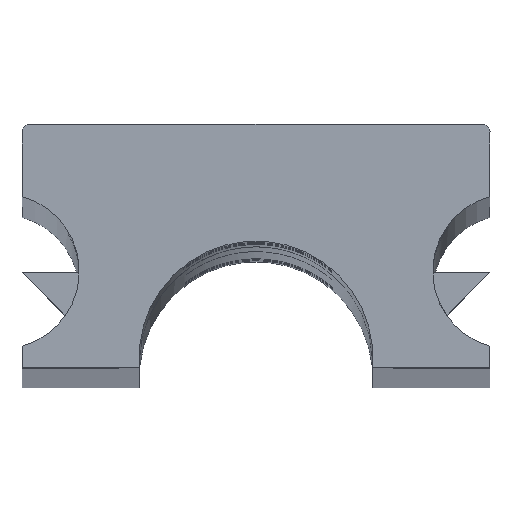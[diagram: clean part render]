
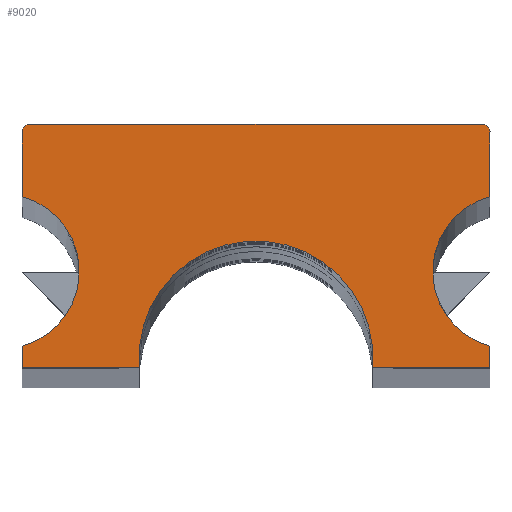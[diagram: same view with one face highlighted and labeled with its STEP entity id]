
A CAD part, top view. The second image highlights one B-rep face of the part: STEP entity #9020.
In plain terms, the highlighted face is planar.
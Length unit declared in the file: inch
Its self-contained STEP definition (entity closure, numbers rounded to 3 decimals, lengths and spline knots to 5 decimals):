
#74 = VERTEX_POINT ( 'NONE', #21106 ) ;
#320 = EDGE_LOOP ( 'NONE', ( #16298, #2410, #14345, #9862, #19863, #3671, #17342, #15613, #12335, #23694, #2709, #2606 ) ) ;
#417 = DIRECTION ( 'NONE',  ( 0., -1., 0. ) ) ;
#434 = CARTESIAN_POINT ( 'NONE',  ( 0.25652, 0.14875, 0. ) ) ;
#1632 = DIRECTION ( 'NONE',  ( -1., 0., 0. ) ) ;
#1633 = AXIS2_PLACEMENT_3D ( 'NONE', #15115, #7319, #14864 ) ;
#1659 = EDGE_CURVE ( 'NONE', #17757, #74, #6586, .T. ) ;
#1950 = CIRCLE ( 'NONE', #9424, 0.00787 ) ;
#2410 = ORIENTED_EDGE ( 'NONE', *, *, #14195, .T. ) ;
#2461 = VERTEX_POINT ( 'NONE', #10877 ) ;
#2606 = ORIENTED_EDGE ( 'NONE', *, *, #19674, .F. ) ;
#2709 = ORIENTED_EDGE ( 'NONE', *, *, #5849, .F. ) ;
#3124 = VECTOR ( 'NONE', #1632, 39.37008 ) ;
#3371 = DIRECTION ( 'NONE',  ( -1., 0., 0. ) ) ;
#3557 = CIRCLE ( 'NONE', #14197, 0.11811 ) ;
#3595 = CARTESIAN_POINT ( 'NONE',  ( 0.23622, 0.2242, 0. ) ) ;
#3667 = AXIS2_PLACEMENT_3D ( 'NONE', #7718, #22793, #20926 ) ;
#3671 = ORIENTED_EDGE ( 'NONE', *, *, #21986, .F. ) ;
#4307 = VECTOR ( 'NONE', #16707, 39.37008 ) ;
#4355 = PLANE ( 'NONE',  #6701 ) ;
#4563 = CARTESIAN_POINT ( 'NONE',  ( -0.23622, 0.0733, 0. ) ) ;
#4844 = DIRECTION ( 'NONE',  ( 0., 0., 1. ) ) ;
#5234 = LINE ( 'NONE', #14368, #4307 ) ;
#5646 = EDGE_CURVE ( 'NONE', #13148, #6077, #1950, .T. ) ;
#5782 = VERTEX_POINT ( 'NONE', #16324 ) ;
#5849 = EDGE_CURVE ( 'NONE', #19195, #17757, #12741, .T. ) ;
#5985 = EDGE_CURVE ( 'NONE', #11549, #13148, #12857, .T. ) ;
#6077 = VERTEX_POINT ( 'NONE', #11081 ) ;
#6189 = CARTESIAN_POINT ( 'NONE',  ( 0.23622, 0.24546, 0. ) ) ;
#6286 = CARTESIAN_POINT ( 'NONE',  ( 0.23622, 0.2242, 0. ) ) ;
#6586 = LINE ( 'NONE', #20272, #14916 ) ;
#6701 = AXIS2_PLACEMENT_3D ( 'NONE', #11877, #4844, #19912 ) ;
#6848 = CARTESIAN_POINT ( 'NONE',  ( -0.23622, 0.24546, 0. ) ) ;
#7319 = DIRECTION ( 'NONE',  ( 0., 0., -1. ) ) ;
#7718 = CARTESIAN_POINT ( 'NONE',  ( -0.25652, 0.14875, 0. ) ) ;
#7965 = EDGE_CURVE ( 'NONE', #17957, #5782, #5234, .T. ) ;
#8378 = LINE ( 'NONE', #4563, #15118 ) ;
#9020 = ADVANCED_FACE ( 'NONE', ( #17678 ), #4355, .F. ) ;
#9026 = VECTOR ( 'NONE', #14840, 39.37008 ) ;
#9135 = EDGE_CURVE ( 'NONE', #18020, #14287, #18424, .T. ) ;
#9424 = AXIS2_PLACEMENT_3D ( 'NONE', #17439, #17321, #417 ) ;
#9555 = DIRECTION ( 'NONE',  ( 0., 0., -1. ) ) ;
#9862 = ORIENTED_EDGE ( 'NONE', *, *, #5646, .T. ) ;
#10820 = EDGE_CURVE ( 'NONE', #74, #2461, #3557, .T. ) ;
#10877 = CARTESIAN_POINT ( 'NONE',  ( -0.11775, 0.24546, 0. ) ) ;
#10886 = CARTESIAN_POINT ( 'NONE',  ( -0.23622, 0.2242, 0. ) ) ;
#11081 = CARTESIAN_POINT ( 'NONE',  ( -0.23622, 0.00787, 0. ) ) ;
#11549 = VERTEX_POINT ( 'NONE', #19871 ) ;
#11734 = CARTESIAN_POINT ( 'NONE',  ( -0.23622, 0.0733, 0. ) ) ;
#11877 = CARTESIAN_POINT ( 'NONE',  ( 0.23228, -0.02197, 0. ) ) ;
#12191 = DIRECTION ( 'NONE',  ( -1., 0., 0. ) ) ;
#12257 = CIRCLE ( 'NONE', #1633, 0.00787 ) ;
#12331 = DIRECTION ( 'NONE',  ( 0., -1., 0. ) ) ;
#12335 = ORIENTED_EDGE ( 'NONE', *, *, #10820, .F. ) ;
#12715 = CIRCLE ( 'NONE', #3667, 0.07813 ) ;
#12741 = LINE ( 'NONE', #3595, #9026 ) ;
#12857 = LINE ( 'NONE', #20383, #3124 ) ;
#13148 = VERTEX_POINT ( 'NONE', #14382 ) ;
#14195 = EDGE_CURVE ( 'NONE', #17957, #11549, #12257, .T. ) ;
#14197 = AXIS2_PLACEMENT_3D ( 'NONE', #21800, #23891, #16230 ) ;
#14287 = VERTEX_POINT ( 'NONE', #10886 ) ;
#14345 = ORIENTED_EDGE ( 'NONE', *, *, #5985, .T. ) ;
#14368 = CARTESIAN_POINT ( 'NONE',  ( 0.23622, 0.00787, 0. ) ) ;
#14382 = CARTESIAN_POINT ( 'NONE',  ( -0.22835, 0., 0. ) ) ;
#14415 = VERTEX_POINT ( 'NONE', #11734 ) ;
#14840 = DIRECTION ( 'NONE',  ( 0., 1., 0. ) ) ;
#14864 = DIRECTION ( 'NONE',  ( 1., 0., 0. ) ) ;
#14916 = VECTOR ( 'NONE', #3371, 39.37008 ) ;
#15115 = CARTESIAN_POINT ( 'NONE',  ( 0.22835, 0.00787, 0. ) ) ;
#15118 = VECTOR ( 'NONE', #12331, 39.37008 ) ;
#15613 = ORIENTED_EDGE ( 'NONE', *, *, #19293, .F. ) ;
#15847 = VECTOR ( 'NONE', #12191, 39.37008 ) ;
#15908 = LINE ( 'NONE', #19715, #15847 ) ;
#16229 = CARTESIAN_POINT ( 'NONE',  ( 0.23622, 0.00787, 0. ) ) ;
#16230 = DIRECTION ( 'NONE',  ( 0.997, 0.078, 0. ) ) ;
#16298 = ORIENTED_EDGE ( 'NONE', *, *, #7965, .F. ) ;
#16324 = CARTESIAN_POINT ( 'NONE',  ( 0.23622, 0.0733, 0. ) ) ;
#16707 = DIRECTION ( 'NONE',  ( 0., 1., 0. ) ) ;
#17092 = DIRECTION ( 'NONE',  ( -0.26, -0.966, 0. ) ) ;
#17321 = DIRECTION ( 'NONE',  ( 0., 0., -1. ) ) ;
#17342 = ORIENTED_EDGE ( 'NONE', *, *, #9135, .F. ) ;
#17439 = CARTESIAN_POINT ( 'NONE',  ( -0.22835, 0.00787, 0. ) ) ;
#17678 = FACE_OUTER_BOUND ( 'NONE', #320, .T. ) ;
#17757 = VERTEX_POINT ( 'NONE', #6189 ) ;
#17796 = CIRCLE ( 'NONE', #19003, 0.07813 ) ;
#17957 = VERTEX_POINT ( 'NONE', #16229 ) ;
#18020 = VERTEX_POINT ( 'NONE', #6848 ) ;
#18424 = LINE ( 'NONE', #20151, #23646 ) ;
#19003 = AXIS2_PLACEMENT_3D ( 'NONE', #434, #9555, #17092 ) ;
#19195 = VERTEX_POINT ( 'NONE', #6286 ) ;
#19293 = EDGE_CURVE ( 'NONE', #2461, #18020, #15908, .T. ) ;
#19674 = EDGE_CURVE ( 'NONE', #5782, #19195, #17796, .T. ) ;
#19715 = CARTESIAN_POINT ( 'NONE',  ( -0.11775, 0.24546, 0. ) ) ;
#19863 = ORIENTED_EDGE ( 'NONE', *, *, #22919, .F. ) ;
#19871 = CARTESIAN_POINT ( 'NONE',  ( 0.22835, 0., 0. ) ) ;
#19912 = DIRECTION ( 'NONE',  ( 1., 0., 0. ) ) ;
#20151 = CARTESIAN_POINT ( 'NONE',  ( -0.23622, 0.24546, 0. ) ) ;
#20272 = CARTESIAN_POINT ( 'NONE',  ( 0.23622, 0.24546, 0. ) ) ;
#20383 = CARTESIAN_POINT ( 'NONE',  ( 0.22835, 0., 0. ) ) ;
#20926 = DIRECTION ( 'NONE',  ( 0.26, 0.966, 0. ) ) ;
#21106 = CARTESIAN_POINT ( 'NONE',  ( 0.11775, 0.24546, 0. ) ) ;
#21800 = CARTESIAN_POINT ( 'NONE',  ( 0., 0.23622, 0. ) ) ;
#21986 = EDGE_CURVE ( 'NONE', #14287, #14415, #12715, .T. ) ;
#22793 = DIRECTION ( 'NONE',  ( 0., 0., -1. ) ) ;
#22919 = EDGE_CURVE ( 'NONE', #14415, #6077, #8378, .T. ) ;
#23646 = VECTOR ( 'NONE', #24114, 39.37008 ) ;
#23694 = ORIENTED_EDGE ( 'NONE', *, *, #1659, .F. ) ;
#23891 = DIRECTION ( 'NONE',  ( 0., 0., -1. ) ) ;
#24114 = DIRECTION ( 'NONE',  ( 0., -1., 0. ) ) ;
